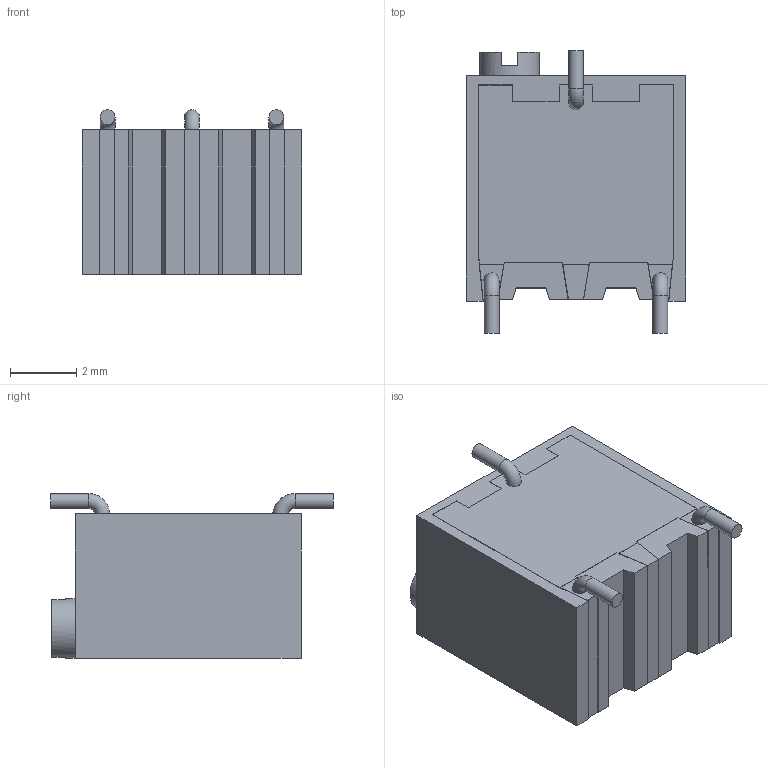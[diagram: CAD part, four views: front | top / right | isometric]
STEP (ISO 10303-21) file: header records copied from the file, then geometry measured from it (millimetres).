
FILE_DESCRIPTION(/* description */ ('Unknown'),/* implementation_level */ '2;1');
FILE_NAME(/* name */ 'TS63Z-VISHAY',/* time_stamp */ '2018-10-15T16:26:58+02:00',/* author */ ('Unknown'),/* organization */ ('Unknown'),/* preprocessor_version */ 'ST-DEVELOPER v16.7',/* originating_system */ 'DEX',/* authorisation */ $);
FILE_SCHEMA (('AUTOMOTIVE_DESIGN {1 0 10303 214 3 1 1}'));
Length unit declared in the file: millimetre
Products named in the file (8): TS63Z-VISHAY; 3926550_oa_0; 3926650_oa_1; Scellement TS6Z_oa_2; crochet lateral SZ_oa_3; crochet central SZ _oa_4; crochet lateral SZ_oa_5; Intérieur TS63
Assembly tree (7 placements, depth 2):
  TS63Z-VISHAY
    3926550_oa_0
    3926650_oa_1
    Scellement TS6Z_oa_2
    crochet lateral SZ_oa_3
    crochet central SZ _oa_4
    crochet lateral SZ_oa_5
    Intérieur TS63
Bounding box: 6.6 x 8.5 x 4.96 mm (x, y, z)
Volume: 192.3 mm3; surface area: 539.6 mm2
Topology: 13 solids, 13 shells, 391 faces, 1006 edges, 660 vertices
Faces by surface type: plane 322, cylinder 32, bspline 22, torus 12, cone 3
Full cylindrical faces by diameter (mm): 0.45 x9, 1.1 x2, 1.14 x1, 1.8 x1
Entity records: 13339 total; most frequent: CARTESIAN_POINT 4110, ORIENTED_EDGE 1930, DIRECTION 1624, EDGE_CURVE 965, LINE 714, VECTOR 714, VERTEX_POINT 646, AXIS2_PLACEMENT_3D 455
